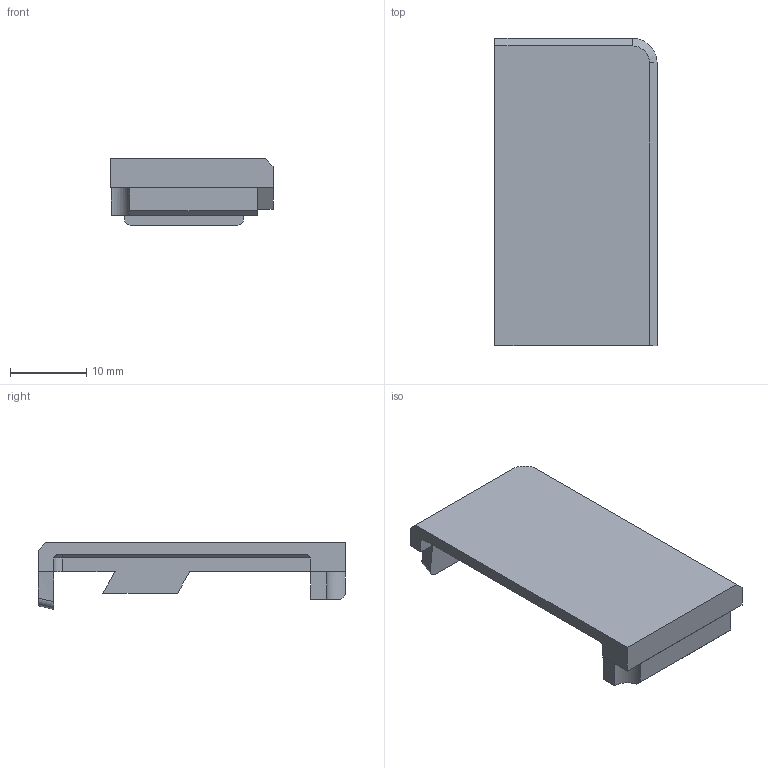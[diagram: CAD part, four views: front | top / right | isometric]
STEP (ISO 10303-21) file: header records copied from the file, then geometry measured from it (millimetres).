
FILE_DESCRIPTION(('FreeCAD Model'),'2;1');
FILE_NAME('Open CASCADE Shape Model','2025-09-07T17:59:19',(''),(''), 'Open CASCADE STEP processor 7.8','FreeCAD','Unknown');
FILE_SCHEMA(('AUTOMOTIVE_DESIGN { 1 0 10303 214 1 1 1 1 }'));
Length unit declared in the file: millimetre
Products named in the file (1): case-top-cover-blank-left
Bounding box: 21.2 x 40.2 x 8.71 mm (x, y, z)
Volume: 2110.9 mm3; surface area: 2698.4 mm2
Topology: 1 solids, 1 shells, 57 faces, 143 edges, 91 vertices
Faces by surface type: plane 36, cylinder 10, cone 6, bspline 5
Full cylindrical faces by diameter (mm): 2.2 x3
Entity records: 1732 total; most frequent: CARTESIAN_POINT 341, ORIENTED_EDGE 286, DIRECTION 274, EDGE_CURVE 143, LINE 106, VECTOR 106, VERTEX_POINT 91, AXIS2_PLACEMENT_3D 84
